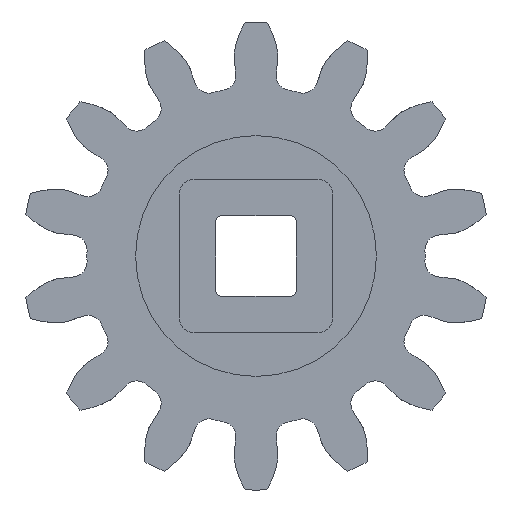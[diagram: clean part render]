
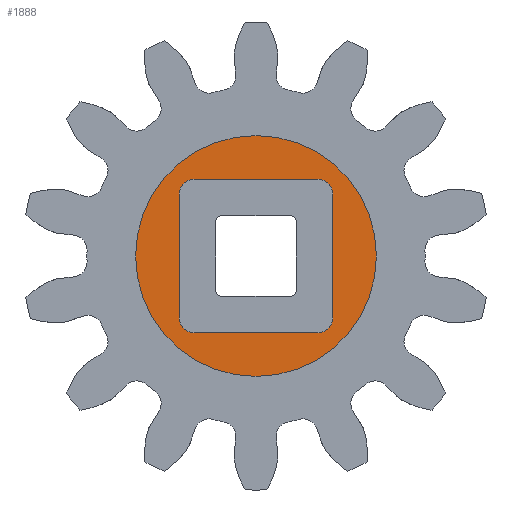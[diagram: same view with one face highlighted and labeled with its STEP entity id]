
A CAD part, front view. The second image highlights one B-rep face of the part: STEP entity #1888.
In plain terms, the highlighted planar face has unit normal (0, -1, 0).
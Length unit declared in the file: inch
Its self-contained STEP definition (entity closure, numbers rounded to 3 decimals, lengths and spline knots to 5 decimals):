
#101=FACE_BOUND('',#242,.T.);
#113=PLANE('',#2069);
#134=FACE_OUTER_BOUND('',#241,.T.);
#241=EDGE_LOOP('',(#1374));
#242=EDGE_LOOP('',(#1375,#1376,#1377,#1378,#1379,#1380,#1381,#1382));
#347=LINE('',#2776,#464);
#353=LINE('',#2791,#470);
#357=LINE('',#2803,#474);
#360=LINE('',#2812,#477);
#464=VECTOR('',#2243,0.3937);
#470=VECTOR('',#2257,0.3937);
#474=VECTOR('',#2269,0.3937);
#477=VECTOR('',#2280,0.3937);
#572=CIRCLE('',#1994,0.025);
#574=CIRCLE('',#1998,0.025);
#576=CIRCLE('',#2002,0.025);
#578=CIRCLE('',#2006,0.025);
#635=CIRCLE('',#2067,0.2025);
#711=VERTEX_POINT('',#2769);
#712=VERTEX_POINT('',#2771);
#713=VERTEX_POINT('',#2775);
#717=VERTEX_POINT('',#2784);
#718=VERTEX_POINT('',#2786);
#721=VERTEX_POINT('',#2796);
#722=VERTEX_POINT('',#2798);
#724=VERTEX_POINT('',#2807);
#809=VERTEX_POINT('',#3740);
#921=EDGE_CURVE('',#711,#712,#572,.T.);
#923=EDGE_CURVE('',#712,#713,#347,.F.);
#928=EDGE_CURVE('',#717,#718,#574,.T.);
#931=EDGE_CURVE('',#718,#711,#353,.F.);
#934=EDGE_CURVE('',#721,#722,#576,.T.);
#937=EDGE_CURVE('',#722,#717,#357,.F.);
#939=EDGE_CURVE('',#713,#724,#578,.T.);
#942=EDGE_CURVE('',#724,#721,#360,.F.);
#1027=EDGE_CURVE('',#809,#809,#635,.F.);
#1374=ORIENTED_EDGE('',*,*,#1027,.T.);
#1375=ORIENTED_EDGE('',*,*,#934,.F.);
#1376=ORIENTED_EDGE('',*,*,#942,.F.);
#1377=ORIENTED_EDGE('',*,*,#939,.F.);
#1378=ORIENTED_EDGE('',*,*,#923,.F.);
#1379=ORIENTED_EDGE('',*,*,#921,.F.);
#1380=ORIENTED_EDGE('',*,*,#931,.F.);
#1381=ORIENTED_EDGE('',*,*,#928,.F.);
#1382=ORIENTED_EDGE('',*,*,#937,.F.);
#1888=ADVANCED_FACE('',(#134,#101),#113,.F.);
#1994=AXIS2_PLACEMENT_3D('',#2772,#2238,#2239);
#1998=AXIS2_PLACEMENT_3D('',#2787,#2251,#2252);
#2002=AXIS2_PLACEMENT_3D('',#2799,#2263,#2264);
#2006=AXIS2_PLACEMENT_3D('',#2808,#2274,#2275);
#2067=AXIS2_PLACEMENT_3D('',#3741,#2399,#2400);
#2069=AXIS2_PLACEMENT_3D('',#3745,#2404,#2405);
#2238=DIRECTION('center_axis',(0.,-1.,0.));
#2239=DIRECTION('ref_axis',(-0.707,0.,0.707));
#2243=DIRECTION('',(0.,0.,1.));
#2251=DIRECTION('center_axis',(0.,-1.,0.));
#2252=DIRECTION('ref_axis',(0.707,0.,0.707));
#2257=DIRECTION('',(1.,0.,0.));
#2263=DIRECTION('center_axis',(0.,-1.,0.));
#2264=DIRECTION('ref_axis',(0.707,0.,-0.707));
#2269=DIRECTION('',(0.,0.,-1.));
#2274=DIRECTION('center_axis',(0.,-1.,0.));
#2275=DIRECTION('ref_axis',(-0.707,0.,-0.707));
#2280=DIRECTION('',(-1.,0.,0.));
#2399=DIRECTION('center_axis',(0.,1.,0.));
#2400=DIRECTION('ref_axis',(0.,0.,-1.));
#2404=DIRECTION('center_axis',(0.,1.,0.));
#2405=DIRECTION('ref_axis',(0.,0.,1.));
#2769=CARTESIAN_POINT('',(1.246,-0.32,0.129));
#2771=CARTESIAN_POINT('',(1.221,-0.32,0.104));
#2772=CARTESIAN_POINT('Origin',(1.246,-0.32,0.104));
#2775=CARTESIAN_POINT('',(1.221,-0.32,-0.104));
#2776=CARTESIAN_POINT('',(1.221,-0.32,-0.062));
#2784=CARTESIAN_POINT('',(1.479,-0.32,0.104));
#2786=CARTESIAN_POINT('',(1.454,-0.32,0.129));
#2787=CARTESIAN_POINT('Origin',(1.454,-0.32,0.104));
#2791=CARTESIAN_POINT('',(1.288,-0.32,0.129));
#2796=CARTESIAN_POINT('',(1.454,-0.32,-0.129));
#2798=CARTESIAN_POINT('',(1.479,-0.32,-0.104));
#2799=CARTESIAN_POINT('Origin',(1.454,-0.32,-0.104));
#2803=CARTESIAN_POINT('',(1.479,-0.32,-0.062));
#2807=CARTESIAN_POINT('',(1.246,-0.32,-0.129));
#2808=CARTESIAN_POINT('Origin',(1.246,-0.32,-0.104));
#2812=CARTESIAN_POINT('',(1.412,-0.32,-0.129));
#3740=CARTESIAN_POINT('',(1.35,-0.32,0.2025));
#3741=CARTESIAN_POINT('Origin',(1.35,-0.32,0.));
#3745=CARTESIAN_POINT('Origin',(1.35,-0.32,0.));
